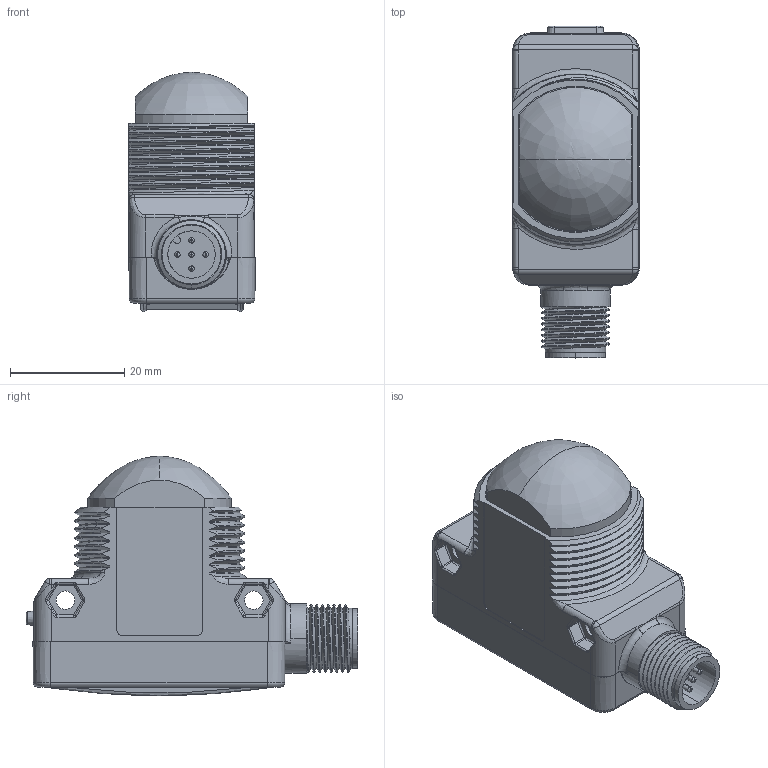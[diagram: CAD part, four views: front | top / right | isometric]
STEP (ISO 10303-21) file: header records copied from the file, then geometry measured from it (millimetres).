
FILE_DESCRIPTION((''),'2;1');
FILE_NAME('140597_SW','2008-06-02T',('banengservice'),('BANNER ENGINEERING'),'PRO/ENGINEER BY PARAMETRIC TECHNOLOGY CORPORATION, 2006170','PRO/ENGINEER BY PARAMETRIC TECHNOLOGY CORPORATION, 2006170','');
FILE_SCHEMA(('CONFIG_CONTROL_DESIGN'));
Length unit declared in the file: inch
Products named in the file (1): 140597_SW
Bounding box: 22.17 x 58.13 x 41.9 mm (x, y, z)
Volume: 28360.3 mm3; surface area: 9452.6 mm2
Topology: 1 solids, 1 shells, 488 faces, 1176 edges, 697 vertices
Faces by surface type: cylinder 195, bspline 102, plane 96, torus 48, sphere 32, cone 13, revolution 2
Entity records: 23723 total; most frequent: CARTESIAN_POINT 13076, ORIENTED_EDGE 2344, DIRECTION 2029, EDGE_CURVE 1172, AXIS2_PLACEMENT_3D 787, VERTEX_POINT 697, EDGE_LOOP 505, FACE_OUTER_BOUND 488
